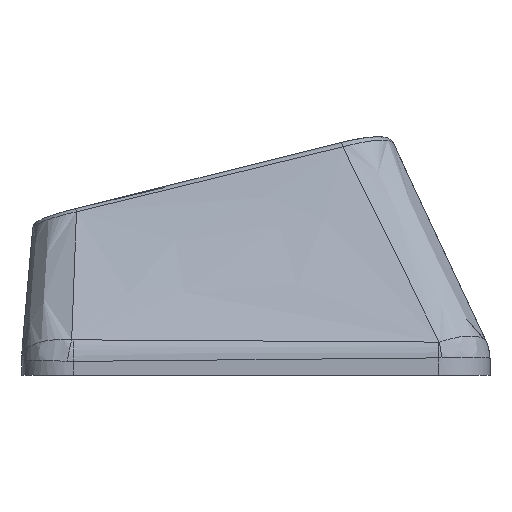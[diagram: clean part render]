
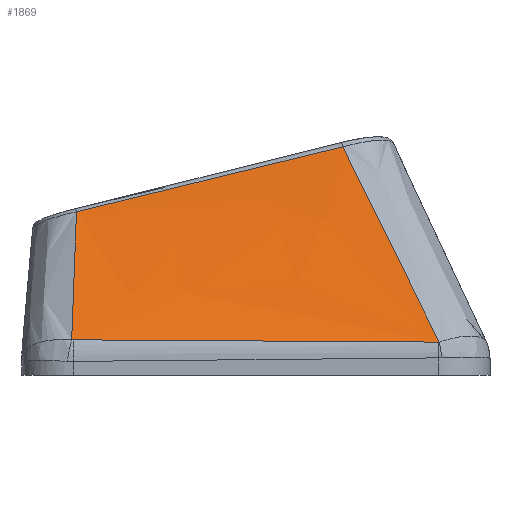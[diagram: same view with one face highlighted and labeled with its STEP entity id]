
A CAD part, left-side view. The second image highlights one B-rep face of the part: STEP entity #1869.
In plain terms, the highlighted free-form (B-spline) face has degree [3, 3] with [4, 4] control points.
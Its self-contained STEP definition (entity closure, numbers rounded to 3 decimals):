
#362=FACE_OUTER_BOUND('',#472,.T.);
#472=EDGE_LOOP('',(#1308,#1309,#1310,#1311,#1312,#1313));
#600=B_SPLINE_CURVE_WITH_KNOTS('',3,(#2801,#2802,#2803,#2804),
 .UNSPECIFIED.,.F.,.F.,(4,4),(0.,0.003),
 .UNSPECIFIED.);
#602=B_SPLINE_CURVE_WITH_KNOTS('',3,(#2828,#2829,#2830,#2831),
 .UNSPECIFIED.,.F.,.F.,(4,4),(0.,1.416),.UNSPECIFIED.);
#604=B_SPLINE_CURVE_WITH_KNOTS('',3,(#2855,#2856,#2857,#2858),
 .UNSPECIFIED.,.F.,.F.,(4,4),(0.,0.006),
 .UNSPECIFIED.);
#619=B_SPLINE_CURVE_WITH_KNOTS('',3,(#3134,#3135,#3136,#3137),
 .UNSPECIFIED.,.F.,.F.,(4,4),(0.024,0.935),
 .UNSPECIFIED.);
#620=B_SPLINE_CURVE_WITH_KNOTS('',3,(#3139,#3140,#3141,#3142),
 .UNSPECIFIED.,.F.,.F.,(4,4),(-1.063,0.),.UNSPECIFIED.);
#621=B_SPLINE_CURVE_WITH_KNOTS('',3,(#3143,#3144,#3145,#3146),
 .UNSPECIFIED.,.F.,.F.,(4,4),(-0.618,-0.018),
 .UNSPECIFIED.);
#751=VERTEX_POINT('',#2763);
#753=VERTEX_POINT('',#2794);
#755=VERTEX_POINT('',#2821);
#757=VERTEX_POINT('',#2848);
#773=VERTEX_POINT('',#3133);
#774=VERTEX_POINT('',#3138);
#957=EDGE_CURVE('',#751,#753,#600,.T.);
#960=EDGE_CURVE('',#753,#755,#602,.T.);
#963=EDGE_CURVE('',#755,#757,#604,.T.);
#987=EDGE_CURVE('',#773,#751,#619,.T.);
#988=EDGE_CURVE('',#774,#773,#620,.T.);
#989=EDGE_CURVE('',#757,#774,#621,.T.);
#1308=ORIENTED_EDGE('',*,*,#963,.F.);
#1309=ORIENTED_EDGE('',*,*,#960,.F.);
#1310=ORIENTED_EDGE('',*,*,#957,.F.);
#1311=ORIENTED_EDGE('',*,*,#987,.F.);
#1312=ORIENTED_EDGE('',*,*,#988,.F.);
#1313=ORIENTED_EDGE('',*,*,#989,.F.);
#1819=B_SPLINE_SURFACE_WITH_KNOTS('',3,3,((#3117,#3118,#3119,#3120),(#3121,
#3122,#3123,#3124),(#3125,#3126,#3127,#3128),(#3129,#3130,#3131,#3132)),
 .UNSPECIFIED.,.F.,.F.,.F.,(4,4),(4,4),(0.101,0.894),
(0.025,0.964),.UNSPECIFIED.);
#1869=ADVANCED_FACE('',(#362),#1819,.T.);
#2763=CARTESIAN_POINT('',(-20.855,-7.111,0.294));
#2794=CARTESIAN_POINT('',(-20.856,-7.076,0.292));
#2801=CARTESIAN_POINT('Ctrl Pts',(-20.855,-7.111,0.294));
#2802=CARTESIAN_POINT('Ctrl Pts',(-20.856,-7.1,0.292));
#2803=CARTESIAN_POINT('Ctrl Pts',(-20.856,-7.088,0.291));
#2804=CARTESIAN_POINT('Ctrl Pts',(-20.856,-7.076,0.292));
#2821=CARTESIAN_POINT('',(-20.732,7.092,0.379));
#2828=CARTESIAN_POINT('Ctrl Pts',(-20.856,-7.076,0.292));
#2829=CARTESIAN_POINT('Ctrl Pts',(-20.831,-2.355,0.316));
#2830=CARTESIAN_POINT('Ctrl Pts',(-20.798,2.367,0.345));
#2831=CARTESIAN_POINT('Ctrl Pts',(-20.732,7.092,0.379));
#2848=CARTESIAN_POINT('',(-20.727,7.152,0.385));
#2855=CARTESIAN_POINT('Ctrl Pts',(-20.732,7.092,0.379));
#2856=CARTESIAN_POINT('Ctrl Pts',(-20.732,7.112,0.38));
#2857=CARTESIAN_POINT('Ctrl Pts',(-20.73,7.132,0.382));
#2858=CARTESIAN_POINT('Ctrl Pts',(-20.727,7.152,0.385));
#3117=CARTESIAN_POINT('Ctrl Pts',(-17.412,-3.785,7.971));
#3118=CARTESIAN_POINT('Ctrl Pts',(-18.56,-4.894,5.411));
#3119=CARTESIAN_POINT('Ctrl Pts',(-19.708,-6.003,2.852));
#3120=CARTESIAN_POINT('Ctrl Pts',(-20.856,-7.112,0.292));
#3121=CARTESIAN_POINT('Ctrl Pts',(-17.412,-0.131,
7.084));
#3122=CARTESIAN_POINT('Ctrl Pts',(-18.56,-0.873,
4.809));
#3123=CARTESIAN_POINT('Ctrl Pts',(-19.708,-1.615,2.534));
#3124=CARTESIAN_POINT('Ctrl Pts',(-20.856,-2.358,0.259));
#3125=CARTESIAN_POINT('Ctrl Pts',(-17.412,3.523,6.196));
#3126=CARTESIAN_POINT('Ctrl Pts',(-18.56,3.148,4.206));
#3127=CARTESIAN_POINT('Ctrl Pts',(-19.708,2.772,2.217));
#3128=CARTESIAN_POINT('Ctrl Pts',(-20.856,2.397,0.227));
#3129=CARTESIAN_POINT('Ctrl Pts',(-17.412,7.177,5.309));
#3130=CARTESIAN_POINT('Ctrl Pts',(-18.56,7.168,3.604));
#3131=CARTESIAN_POINT('Ctrl Pts',(-19.708,7.16,1.899));
#3132=CARTESIAN_POINT('Ctrl Pts',(-20.856,7.151,0.194));
#3133=CARTESIAN_POINT('',(-17.412,-3.359,7.868));
#3134=CARTESIAN_POINT('Ctrl Pts',(-17.412,-3.359,7.868));
#3135=CARTESIAN_POINT('Ctrl Pts',(-18.575,-4.621,5.353));
#3136=CARTESIAN_POINT('Ctrl Pts',(-19.719,-5.869,2.826));
#3137=CARTESIAN_POINT('Ctrl Pts',(-20.855,-7.111,0.294));
#3138=CARTESIAN_POINT('',(-17.42,6.967,5.348));
#3139=CARTESIAN_POINT('Ctrl Pts',(-17.42,6.967,5.348));
#3140=CARTESIAN_POINT('Ctrl Pts',(-17.419,3.524,6.182));
#3141=CARTESIAN_POINT('Ctrl Pts',(-17.415,0.082,
7.024));
#3142=CARTESIAN_POINT('Ctrl Pts',(-17.412,-3.359,7.868));
#3143=CARTESIAN_POINT('Ctrl Pts',(-20.727,7.152,0.385));
#3144=CARTESIAN_POINT('Ctrl Pts',(-19.617,7.074,2.035));
#3145=CARTESIAN_POINT('Ctrl Pts',(-18.515,7.009,3.69));
#3146=CARTESIAN_POINT('Ctrl Pts',(-17.42,6.967,5.348));
